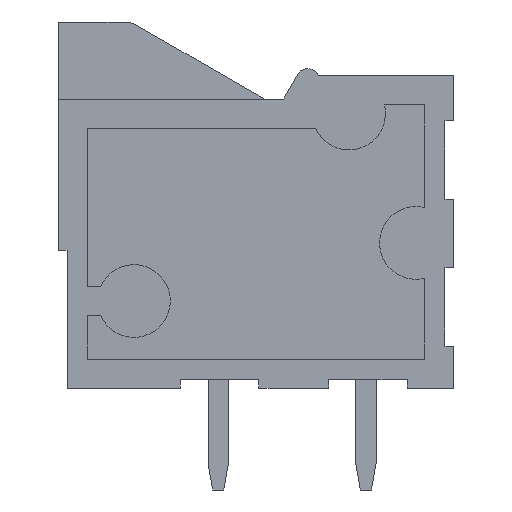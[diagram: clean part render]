
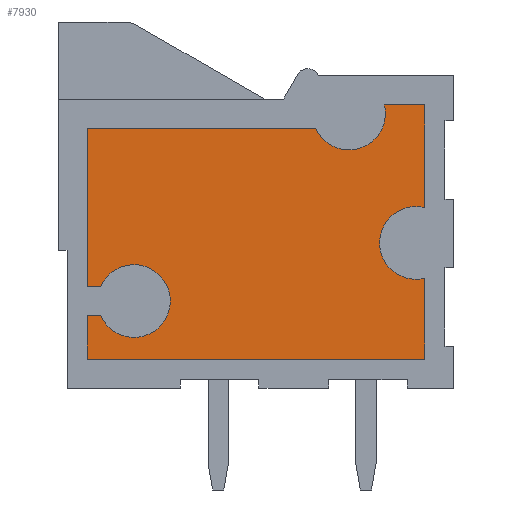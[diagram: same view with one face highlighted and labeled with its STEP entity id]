
A CAD part, left-side view. The second image highlights one B-rep face of the part: STEP entity #7930.
In plain terms, the highlighted planar face has unit normal (-1, 0, 0).
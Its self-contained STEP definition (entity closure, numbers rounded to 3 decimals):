
#7508=CARTESIAN_POINT('',(1.5,1.3,-6.35));
#7509=VERTEX_POINT('',#7508);
#7517=CARTESIAN_POINT('',(1.5,1.,-8.813));
#7518=VERTEX_POINT('',#7517);
#7519=CARTESIAN_POINT('',(1.5,1.3,-6.35));
#7520=CARTESIAN_POINT('',(1.5,1.476,-6.35));
#7521=CARTESIAN_POINT('',(1.5,1.652,-6.388));
#7522=CARTESIAN_POINT('',(1.5,1.813,-6.46));
#7523=CARTESIAN_POINT('',(1.5,1.974,-6.533));
#7524=CARTESIAN_POINT('',(1.5,2.119,-6.639));
#7525=CARTESIAN_POINT('',(1.5,2.236,-6.771));
#7526=CARTESIAN_POINT('',(1.5,2.353,-6.903));
#7527=CARTESIAN_POINT('',(1.5,2.441,-7.06));
#7528=CARTESIAN_POINT('',(1.5,2.493,-7.228));
#7529=CARTESIAN_POINT('',(1.5,2.546,-7.397));
#7530=CARTESIAN_POINT('',(1.5,2.562,-7.576));
#7531=CARTESIAN_POINT('',(1.5,2.541,-7.751));
#7532=CARTESIAN_POINT('',(1.5,2.52,-7.926));
#7533=CARTESIAN_POINT('',(1.5,2.461,-8.096));
#7534=CARTESIAN_POINT('',(1.5,2.369,-8.247));
#7535=CARTESIAN_POINT('',(1.5,2.278,-8.398));
#7536=CARTESIAN_POINT('',(1.5,2.155,-8.529));
#7537=CARTESIAN_POINT('',(1.5,2.01,-8.629));
#7538=CARTESIAN_POINT('',(1.5,1.864,-8.729));
#7539=CARTESIAN_POINT('',(1.5,1.698,-8.798));
#7540=CARTESIAN_POINT('',(1.5,1.525,-8.83));
#7541=CARTESIAN_POINT('',(1.5,1.351,-8.861));
#7542=CARTESIAN_POINT('',(1.5,1.171,-8.856));
#7543=CARTESIAN_POINT('',(1.5,1.,-8.813));
#7544=B_SPLINE_CURVE_WITH_KNOTS('',3,(#7519,#7520,#7521,#7522,#7523,#7524,#7525,#7526,#7527,#7528,#7529,#7530,#7531,#7532,#7533,#7534,#7535,#7536,#7537,#7538,#7539,#7540,#7541,#7542,#7543),.UNSPECIFIED.,.F.,.F.,(4,3,3,3,3,3,3,3,4),(0.,24.236,48.472,72.707,96.943,121.179,145.415,169.651,193.887),.UNSPECIFIED.);
#7545=EDGE_CURVE('',#7509,#7518,#7544,.T.);
#7565=CARTESIAN_POINT('',(1.5,1.,-11.6));
#7566=VERTEX_POINT('',#7565);
#7567=CARTESIAN_POINT('',(1.5,1.,-11.6));
#7568=CARTESIAN_POINT('',(1.5,1.,-10.671));
#7569=CARTESIAN_POINT('',(1.5,1.,-9.742));
#7570=CARTESIAN_POINT('',(1.5,1.,-8.813));
#7571=B_SPLINE_CURVE_WITH_KNOTS('',3,(#7567,#7568,#7569,#7570),.UNSPECIFIED.,.F.,.F.,(4,4),(0.,2.787),.UNSPECIFIED.);
#7572=EDGE_CURVE('',#7566,#7518,#7571,.T.);
#7591=CARTESIAN_POINT('',(1.5,12.6,-11.6));
#7592=VERTEX_POINT('',#7591);
#7593=CARTESIAN_POINT('',(1.5,12.6,-11.6));
#7594=CARTESIAN_POINT('',(1.5,8.733,-11.6));
#7595=CARTESIAN_POINT('',(1.5,4.867,-11.6));
#7596=CARTESIAN_POINT('',(1.5,1.,-11.6));
#7597=B_SPLINE_CURVE_WITH_KNOTS('',3,(#7593,#7594,#7595,#7596),.UNSPECIFIED.,.F.,.F.,(4,4),(0.,11.6),.UNSPECIFIED.);
#7598=EDGE_CURVE('',#7592,#7566,#7597,.T.);
#7617=CARTESIAN_POINT('',(1.5,12.6,-10.1));
#7618=VERTEX_POINT('',#7617);
#7619=CARTESIAN_POINT('',(1.5,12.6,-11.6));
#7620=CARTESIAN_POINT('',(1.5,12.6,-11.1));
#7621=CARTESIAN_POINT('',(1.5,12.6,-10.6));
#7622=CARTESIAN_POINT('',(1.5,12.6,-10.1));
#7623=B_SPLINE_CURVE_WITH_KNOTS('',3,(#7619,#7620,#7621,#7622),.UNSPECIFIED.,.F.,.F.,(4,4),(0.,1.5),.UNSPECIFIED.);
#7624=EDGE_CURVE('',#7592,#7618,#7623,.T.);
#7643=CARTESIAN_POINT('',(1.5,12.146,-10.1));
#7644=VERTEX_POINT('',#7643);
#7645=CARTESIAN_POINT('',(1.5,12.6,-10.1));
#7646=CARTESIAN_POINT('',(1.5,12.449,-10.1));
#7647=CARTESIAN_POINT('',(1.5,12.297,-10.1));
#7648=CARTESIAN_POINT('',(1.5,12.146,-10.1));
#7649=B_SPLINE_CURVE_WITH_KNOTS('',3,(#7645,#7646,#7647,#7648),.UNSPECIFIED.,.F.,.F.,(4,4),(0.,0.454),.UNSPECIFIED.);
#7650=EDGE_CURVE('',#7618,#7644,#7649,.T.);
#7667=CARTESIAN_POINT('',(1.5,11.,-8.35));
#7668=VERTEX_POINT('',#7667);
#7676=CARTESIAN_POINT('',(1.5,12.146,-9.1));
#7677=VERTEX_POINT('',#7676);
#7678=CARTESIAN_POINT('',(1.5,11.,-8.35));
#7679=CARTESIAN_POINT('',(1.5,11.242,-8.35));
#7680=CARTESIAN_POINT('',(1.5,11.483,-8.422));
#7681=CARTESIAN_POINT('',(1.5,11.685,-8.554));
#7682=CARTESIAN_POINT('',(1.5,11.887,-8.686));
#7683=CARTESIAN_POINT('',(1.5,12.049,-8.879));
#7684=CARTESIAN_POINT('',(1.5,12.146,-9.1));
#7685=B_SPLINE_CURVE_WITH_KNOTS('',3,(#7678,#7679,#7680,#7681,#7682,#7683,#7684),.UNSPECIFIED.,.F.,.F.,(4,3,4),(0.,33.211,66.422),.UNSPECIFIED.);
#7686=EDGE_CURVE('',#7668,#7677,#7685,.T.);
#7706=CARTESIAN_POINT('',(1.5,12.6,-9.1));
#7707=VERTEX_POINT('',#7706);
#7708=CARTESIAN_POINT('',(1.5,12.6,-9.1));
#7709=CARTESIAN_POINT('',(1.5,12.449,-9.1));
#7710=CARTESIAN_POINT('',(1.5,12.297,-9.1));
#7711=CARTESIAN_POINT('',(1.5,12.146,-9.1));
#7712=B_SPLINE_CURVE_WITH_KNOTS('',3,(#7708,#7709,#7710,#7711),.UNSPECIFIED.,.F.,.F.,(4,4),(0.,0.454),.UNSPECIFIED.);
#7713=EDGE_CURVE('',#7707,#7677,#7712,.T.);
#7732=CARTESIAN_POINT('',(1.5,12.6,-3.65));
#7733=VERTEX_POINT('',#7732);
#7734=CARTESIAN_POINT('',(1.5,12.6,-9.1));
#7735=CARTESIAN_POINT('',(1.5,12.6,-7.283));
#7736=CARTESIAN_POINT('',(1.5,12.6,-5.467));
#7737=CARTESIAN_POINT('',(1.5,12.6,-3.65));
#7738=B_SPLINE_CURVE_WITH_KNOTS('',3,(#7734,#7735,#7736,#7737),.UNSPECIFIED.,.F.,.F.,(4,4),(0.,5.45),.UNSPECIFIED.);
#7739=EDGE_CURVE('',#7707,#7733,#7738,.T.);
#7758=CARTESIAN_POINT('',(1.5,4.746,-3.65));
#7759=VERTEX_POINT('',#7758);
#7760=CARTESIAN_POINT('',(1.5,4.746,-3.65));
#7761=CARTESIAN_POINT('',(1.5,7.364,-3.65));
#7762=CARTESIAN_POINT('',(1.5,9.982,-3.65));
#7763=CARTESIAN_POINT('',(1.5,12.6,-3.65));
#7764=B_SPLINE_CURVE_WITH_KNOTS('',3,(#7760,#7761,#7762,#7763),.UNSPECIFIED.,.F.,.F.,(4,4),(0.,7.854),.UNSPECIFIED.);
#7765=EDGE_CURVE('',#7759,#7733,#7764,.T.);
#7784=CARTESIAN_POINT('',(1.5,2.387,-2.85));
#7785=VERTEX_POINT('',#7784);
#7786=CARTESIAN_POINT('',(1.5,4.746,-3.65));
#7787=CARTESIAN_POINT('',(1.5,4.684,-3.792));
#7788=CARTESIAN_POINT('',(1.5,4.595,-3.922));
#7789=CARTESIAN_POINT('',(1.5,4.486,-4.032));
#7790=CARTESIAN_POINT('',(1.5,4.377,-4.142));
#7791=CARTESIAN_POINT('',(1.5,4.247,-4.231));
#7792=CARTESIAN_POINT('',(1.5,4.105,-4.293));
#7793=CARTESIAN_POINT('',(1.5,3.964,-4.356));
#7794=CARTESIAN_POINT('',(1.5,3.81,-4.392));
#7795=CARTESIAN_POINT('',(1.5,3.656,-4.399));
#7796=CARTESIAN_POINT('',(1.5,3.501,-4.406));
#7797=CARTESIAN_POINT('',(1.5,3.345,-4.384));
#7798=CARTESIAN_POINT('',(1.5,3.199,-4.334));
#7799=CARTESIAN_POINT('',(1.5,3.052,-4.284));
#7800=CARTESIAN_POINT('',(1.5,2.915,-4.207));
#7801=CARTESIAN_POINT('',(1.5,2.796,-4.107));
#7802=CARTESIAN_POINT('',(1.5,2.678,-4.008));
#7803=CARTESIAN_POINT('',(1.5,2.578,-3.886));
#7804=CARTESIAN_POINT('',(1.5,2.503,-3.75));
#7805=CARTESIAN_POINT('',(1.5,2.429,-3.614));
#7806=CARTESIAN_POINT('',(1.5,2.38,-3.465));
#7807=CARTESIAN_POINT('',(1.5,2.36,-3.311));
#7808=CARTESIAN_POINT('',(1.5,2.34,-3.158));
#7809=CARTESIAN_POINT('',(1.5,2.349,-3.));
#7810=CARTESIAN_POINT('',(1.5,2.387,-2.85));
#7811=B_SPLINE_CURVE_WITH_KNOTS('',3,(#7786,#7787,#7788,#7789,#7790,#7791,#7792,#7793,#7794,#7795,#7796,#7797,#7798,#7799,#7800,#7801,#7802,#7803,#7804,#7805,#7806,#7807,#7808,#7809,#7810),.UNSPECIFIED.,.F.,.F.,(4,3,3,3,3,3,3,3,4),(113.578,134.867,156.155,177.444,198.732,220.021,241.309,262.598,283.887),.UNSPECIFIED.);
#7812=EDGE_CURVE('',#7759,#7785,#7811,.T.);
#7831=CARTESIAN_POINT('',(1.5,1.,-2.85));
#7832=VERTEX_POINT('',#7831);
#7833=CARTESIAN_POINT('',(1.5,2.387,-2.85));
#7834=CARTESIAN_POINT('',(1.5,1.924,-2.85));
#7835=CARTESIAN_POINT('',(1.5,1.462,-2.85));
#7836=CARTESIAN_POINT('',(1.5,1.,-2.85));
#7837=B_SPLINE_CURVE_WITH_KNOTS('',3,(#7833,#7834,#7835,#7836),.UNSPECIFIED.,.F.,.F.,(4,4),(0.,1.387),.UNSPECIFIED.);
#7838=EDGE_CURVE('',#7785,#7832,#7837,.T.);
#7857=CARTESIAN_POINT('',(1.5,1.,-6.387));
#7858=VERTEX_POINT('',#7857);
#7859=CARTESIAN_POINT('',(1.5,1.,-6.387));
#7860=CARTESIAN_POINT('',(1.5,1.,-5.208));
#7861=CARTESIAN_POINT('',(1.5,1.,-4.029));
#7862=CARTESIAN_POINT('',(1.5,1.,-2.85));
#7863=B_SPLINE_CURVE_WITH_KNOTS('',3,(#7859,#7860,#7861,#7862),.UNSPECIFIED.,.F.,.F.,(4,4),(0.,3.537),.UNSPECIFIED.);
#7864=EDGE_CURVE('',#7858,#7832,#7863,.T.);
#7876=CARTESIAN_POINT('',(1.5,0.,0.));
#7877=DIRECTION('',(-1.,0.,0.));
#7878=DIRECTION('',(0.,0.,1.));
#7879=AXIS2_PLACEMENT_3D('',#7876,#7877,#7878);
#7880=PLANE('',#7879);
#7881=ORIENTED_EDGE('',*,*,#7545,.F.);
#7882=CARTESIAN_POINT('',(1.5,1.,-6.387));
#7883=CARTESIAN_POINT('',(1.5,1.098,-6.362));
#7884=CARTESIAN_POINT('',(1.5,1.199,-6.35));
#7885=CARTESIAN_POINT('',(1.5,1.3,-6.35));
#7886=B_SPLINE_CURVE_WITH_KNOTS('',3,(#7882,#7883,#7884,#7885),.UNSPECIFIED.,.F.,.F.,(4,4),(346.113,360.),.UNSPECIFIED.);
#7887=EDGE_CURVE('',#7858,#7509,#7886,.T.);
#7888=ORIENTED_EDGE('',*,*,#7887,.F.);
#7889=ORIENTED_EDGE('',*,*,#7864,.T.);
#7890=ORIENTED_EDGE('',*,*,#7838,.F.);
#7891=ORIENTED_EDGE('',*,*,#7812,.F.);
#7892=ORIENTED_EDGE('',*,*,#7765,.T.);
#7893=ORIENTED_EDGE('',*,*,#7739,.F.);
#7894=ORIENTED_EDGE('',*,*,#7713,.T.);
#7895=ORIENTED_EDGE('',*,*,#7686,.F.);
#7896=CARTESIAN_POINT('',(1.5,12.146,-10.1));
#7897=CARTESIAN_POINT('',(1.5,12.056,-10.305));
#7898=CARTESIAN_POINT('',(1.5,11.91,-10.486));
#7899=CARTESIAN_POINT('',(1.5,11.728,-10.616));
#7900=CARTESIAN_POINT('',(1.5,11.546,-10.747));
#7901=CARTESIAN_POINT('',(1.5,11.328,-10.827));
#7902=CARTESIAN_POINT('',(1.5,11.105,-10.846));
#7903=CARTESIAN_POINT('',(1.5,10.882,-10.864));
#7904=CARTESIAN_POINT('',(1.5,10.654,-10.822));
#7905=CARTESIAN_POINT('',(1.5,10.452,-10.724));
#7906=CARTESIAN_POINT('',(1.5,10.251,-10.625));
#7907=CARTESIAN_POINT('',(1.5,10.077,-10.472));
#7908=CARTESIAN_POINT('',(1.5,9.954,-10.285));
#7909=CARTESIAN_POINT('',(1.5,9.831,-10.097));
#7910=CARTESIAN_POINT('',(1.5,9.761,-9.876));
#7911=CARTESIAN_POINT('',(1.5,9.751,-9.653));
#7912=CARTESIAN_POINT('',(1.5,9.742,-9.429));
#7913=CARTESIAN_POINT('',(1.5,9.794,-9.203));
#7914=CARTESIAN_POINT('',(1.5,9.9,-9.006));
#7915=CARTESIAN_POINT('',(1.5,10.007,-8.809));
#7916=CARTESIAN_POINT('',(1.5,10.167,-8.641));
#7917=CARTESIAN_POINT('',(1.5,10.36,-8.526));
#7918=CARTESIAN_POINT('',(1.5,10.552,-8.412));
#7919=CARTESIAN_POINT('',(1.5,10.776,-8.35));
#7920=CARTESIAN_POINT('',(1.5,11.,-8.35));
#7921=B_SPLINE_CURVE_WITH_KNOTS('',3,(#7896,#7897,#7898,#7899,#7900,#7901,#7902,#7903,#7904,#7905,#7906,#7907,#7908,#7909,#7910,#7911,#7912,#7913,#7914,#7915,#7916,#7917,#7918,#7919,#7920),.UNSPECIFIED.,.F.,.F.,(4,3,3,3,3,3,3,3,4),(113.578,144.381,175.184,205.986,236.789,267.592,298.395,329.197,360.),.UNSPECIFIED.);
#7922=EDGE_CURVE('',#7644,#7668,#7921,.T.);
#7923=ORIENTED_EDGE('',*,*,#7922,.F.);
#7924=ORIENTED_EDGE('',*,*,#7650,.F.);
#7925=ORIENTED_EDGE('',*,*,#7624,.F.);
#7926=ORIENTED_EDGE('',*,*,#7598,.T.);
#7927=ORIENTED_EDGE('',*,*,#7572,.T.);
#7928=EDGE_LOOP('',(#7881,#7888,#7889,#7890,#7891,#7892,#7893,#7894,#7895,#7923,#7924,#7925,#7926,#7927));
#7929=FACE_BOUND('',#7928,.T.);
#7930=ADVANCED_FACE('',(#7929),#7880,.T.);
